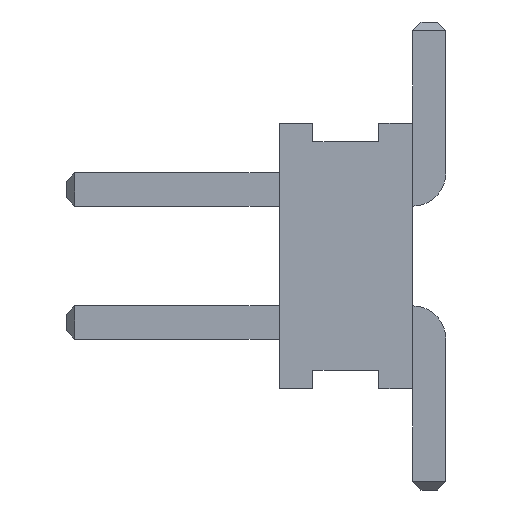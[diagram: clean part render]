
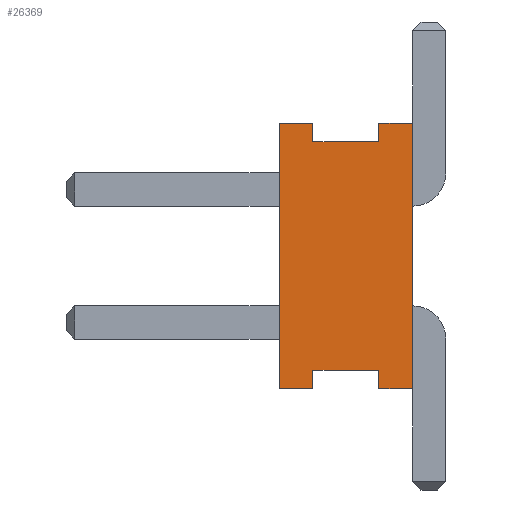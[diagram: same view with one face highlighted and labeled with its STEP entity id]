
A CAD part, left-side view. The second image highlights one B-rep face of the part: STEP entity #26369.
In plain terms, the highlighted planar face has unit normal (-1, 0, 0).
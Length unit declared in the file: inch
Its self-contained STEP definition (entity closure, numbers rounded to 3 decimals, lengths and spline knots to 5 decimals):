
#544 = CARTESIAN_POINT ( 'NONE',  ( -0.59025, 0.0395, 0.0785 ) ) ;
#597 = DIRECTION ( 'NONE',  ( 0., -1., 0. ) ) ;
#702 = DIRECTION ( 'NONE',  ( 0., 0., -1. ) ) ;
#1115 = EDGE_CURVE ( 'NONE', #8684, #18494, #24426, .T. ) ;
#2038 = CARTESIAN_POINT ( 'NONE',  ( -0.59025, 0.0395, 0.0785 ) ) ;
#2727 = DIRECTION ( 'NONE',  ( 0., -1., 0. ) ) ;
#2916 = CARTESIAN_POINT ( 'NONE',  ( -0.59025, -0.0395, -0.0785 ) ) ;
#3002 = VERTEX_POINT ( 'NONE', #4645 ) ;
#3175 = EDGE_CURVE ( 'NONE', #16421, #19600, #12818, .T. ) ;
#3236 = EDGE_CURVE ( 'NONE', #18494, #8100, #18931, .T. ) ;
#3569 = VECTOR ( 'NONE', #17528, 39.37008 ) ;
#4220 = VERTEX_POINT ( 'NONE', #8848 ) ;
#4389 = ORIENTED_EDGE ( 'NONE', *, *, #24805, .T. ) ;
#4599 = VECTOR ( 'NONE', #9725, 39.37008 ) ;
#4645 = CARTESIAN_POINT ( 'NONE',  ( -0.59025, 0.0395, -0.0785 ) ) ;
#4695 = CARTESIAN_POINT ( 'NONE',  ( -0.59025, 0.0195, -0.0675 ) ) ;
#6548 = VECTOR ( 'NONE', #10275, 39.37008 ) ;
#7244 = EDGE_CURVE ( 'NONE', #21085, #9607, #10638, .T. ) ;
#7813 = ORIENTED_EDGE ( 'NONE', *, *, #3236, .F. ) ;
#8100 = VERTEX_POINT ( 'NONE', #4695 ) ;
#8223 = AXIS2_PLACEMENT_3D ( 'NONE', #18502, #18480, #18468 ) ;
#8429 = EDGE_CURVE ( 'NONE', #8100, #24116, #17704, .T. ) ;
#8453 = CARTESIAN_POINT ( 'NONE',  ( -0.59025, 0.0195, -0.0675 ) ) ;
#8603 = DIRECTION ( 'NONE',  ( 0., 1., 0. ) ) ;
#8684 = VERTEX_POINT ( 'NONE', #13730 ) ;
#8848 = CARTESIAN_POINT ( 'NONE',  ( -0.59025, -0.0195, 0.0785 ) ) ;
#9158 = VERTEX_POINT ( 'NONE', #18539 ) ;
#9171 = CARTESIAN_POINT ( 'NONE',  ( -0.59025, -0.0395, -0.0785 ) ) ;
#9543 = DIRECTION ( 'NONE',  ( 0., -1., 0. ) ) ;
#9607 = VERTEX_POINT ( 'NONE', #23406 ) ;
#9666 = CARTESIAN_POINT ( 'NONE',  ( -0.59025, -0.0195, -0.0785 ) ) ;
#9725 = DIRECTION ( 'NONE',  ( 0., 0., 1. ) ) ;
#10185 = VECTOR ( 'NONE', #597, 39.37008 ) ;
#10256 = VECTOR ( 'NONE', #17856, 39.37008 ) ;
#10275 = DIRECTION ( 'NONE',  ( 0., 0., 1. ) ) ;
#10423 = CARTESIAN_POINT ( 'NONE',  ( -0.59025, -0.0195, 0.0785 ) ) ;
#10595 = VECTOR ( 'NONE', #2727, 39.37008 ) ;
#10638 = LINE ( 'NONE', #9171, #17476 ) ;
#10962 = CARTESIAN_POINT ( 'NONE',  ( -0.59025, 0.0395, -0.0785 ) ) ;
#11601 = DIRECTION ( 'NONE',  ( 0., 0., 1. ) ) ;
#12073 = EDGE_CURVE ( 'NONE', #3002, #9158, #21666, .T. ) ;
#12223 = LINE ( 'NONE', #10423, #6548 ) ;
#12387 = CARTESIAN_POINT ( 'NONE',  ( -0.59025, -0.0195, 0.0675 ) ) ;
#12818 = LINE ( 'NONE', #19199, #10256 ) ;
#13027 = EDGE_CURVE ( 'NONE', #9158, #16421, #21483, .T. ) ;
#13446 = ORIENTED_EDGE ( 'NONE', *, *, #16308, .F. ) ;
#13522 = ORIENTED_EDGE ( 'NONE', *, *, #3175, .F. ) ;
#13730 = CARTESIAN_POINT ( 'NONE',  ( -0.59025, -0.0195, -0.0785 ) ) ;
#13755 = ORIENTED_EDGE ( 'NONE', *, *, #13027, .F. ) ;
#14059 = ORIENTED_EDGE ( 'NONE', *, *, #15127, .T. ) ;
#14420 = VECTOR ( 'NONE', #17334, 39.37008 ) ;
#14467 = ORIENTED_EDGE ( 'NONE', *, *, #1115, .F. ) ;
#14596 = CARTESIAN_POINT ( 'NONE',  ( -0.59025, 0.0195, 0.0785 ) ) ;
#14739 = ORIENTED_EDGE ( 'NONE', *, *, #7244, .T. ) ;
#14886 = LINE ( 'NONE', #17053, #3569 ) ;
#15127 = EDGE_CURVE ( 'NONE', #3002, #24116, #21972, .T. ) ;
#15651 = CARTESIAN_POINT ( 'NONE',  ( -0.59025, 0.0195, 0.0675 ) ) ;
#15718 = LINE ( 'NONE', #10962, #26326 ) ;
#16308 = EDGE_CURVE ( 'NONE', #19600, #24940, #14886, .T. ) ;
#16421 = VERTEX_POINT ( 'NONE', #14596 ) ;
#16632 = EDGE_CURVE ( 'NONE', #24940, #4220, #12223, .T. ) ;
#16905 = CARTESIAN_POINT ( 'NONE',  ( -0.59025, 0.0395, -0.0785 ) ) ;
#17053 = CARTESIAN_POINT ( 'NONE',  ( -0.59025, 0.0195, 0.0675 ) ) ;
#17334 = DIRECTION ( 'NONE',  ( 0., 0., 1. ) ) ;
#17476 = VECTOR ( 'NONE', #11601, 39.37008 ) ;
#17528 = DIRECTION ( 'NONE',  ( 0., -1., 0. ) ) ;
#17704 = LINE ( 'NONE', #25287, #17964 ) ;
#17755 = ORIENTED_EDGE ( 'NONE', *, *, #16632, .F. ) ;
#17856 = DIRECTION ( 'NONE',  ( 0., 0., -1. ) ) ;
#17964 = VECTOR ( 'NONE', #702, 39.37008 ) ;
#17985 = CARTESIAN_POINT ( 'NONE',  ( -0.59025, -0.0195, -0.0675 ) ) ;
#18468 = DIRECTION ( 'NONE',  ( 0., 0., -1. ) ) ;
#18480 = DIRECTION ( 'NONE',  ( 1., 0., 0. ) ) ;
#18494 = VERTEX_POINT ( 'NONE', #17985 ) ;
#18502 = CARTESIAN_POINT ( 'NONE',  ( -0.59025, 0.0395, -0.0785 ) ) ;
#18539 = CARTESIAN_POINT ( 'NONE',  ( -0.59025, 0.0395, 0.0785 ) ) ;
#18877 = PLANE ( 'NONE',  #8223 ) ;
#18931 = LINE ( 'NONE', #8453, #20273 ) ;
#19199 = CARTESIAN_POINT ( 'NONE',  ( -0.59025, 0.0195, 0.0785 ) ) ;
#19600 = VERTEX_POINT ( 'NONE', #15651 ) ;
#20078 = ORIENTED_EDGE ( 'NONE', *, *, #8429, .F. ) ;
#20228 = FACE_OUTER_BOUND ( 'NONE', #21711, .T. ) ;
#20273 = VECTOR ( 'NONE', #8603, 39.37008 ) ;
#21085 = VERTEX_POINT ( 'NONE', #2916 ) ;
#21291 = VECTOR ( 'NONE', #26241, 39.37008 ) ;
#21483 = LINE ( 'NONE', #544, #10185 ) ;
#21666 = LINE ( 'NONE', #16905, #14420 ) ;
#21711 = EDGE_LOOP ( 'NONE', ( #22716, #17755, #13446, #13522, #13755, #24705, #14059, #20078, #7813, #14467, #4389, #14739 ) ) ;
#21879 = LINE ( 'NONE', #2038, #10595 ) ;
#21972 = LINE ( 'NONE', #25726, #21291 ) ;
#22716 = ORIENTED_EDGE ( 'NONE', *, *, #23323, .F. ) ;
#23104 = CARTESIAN_POINT ( 'NONE',  ( -0.59025, 0.0195, -0.0785 ) ) ;
#23323 = EDGE_CURVE ( 'NONE', #4220, #9607, #21879, .T. ) ;
#23406 = CARTESIAN_POINT ( 'NONE',  ( -0.59025, -0.0395, 0.0785 ) ) ;
#24116 = VERTEX_POINT ( 'NONE', #23104 ) ;
#24426 = LINE ( 'NONE', #9666, #4599 ) ;
#24705 = ORIENTED_EDGE ( 'NONE', *, *, #12073, .F. ) ;
#24805 = EDGE_CURVE ( 'NONE', #8684, #21085, #15718, .T. ) ;
#24940 = VERTEX_POINT ( 'NONE', #12387 ) ;
#25287 = CARTESIAN_POINT ( 'NONE',  ( -0.59025, 0.0195, -0.0785 ) ) ;
#25726 = CARTESIAN_POINT ( 'NONE',  ( -0.59025, 0.0395, -0.0785 ) ) ;
#26241 = DIRECTION ( 'NONE',  ( 0., -1., 0. ) ) ;
#26326 = VECTOR ( 'NONE', #9543, 39.37008 ) ;
#26369 = ADVANCED_FACE ( 'NONE', ( #20228 ), #18877, .F. ) ;
